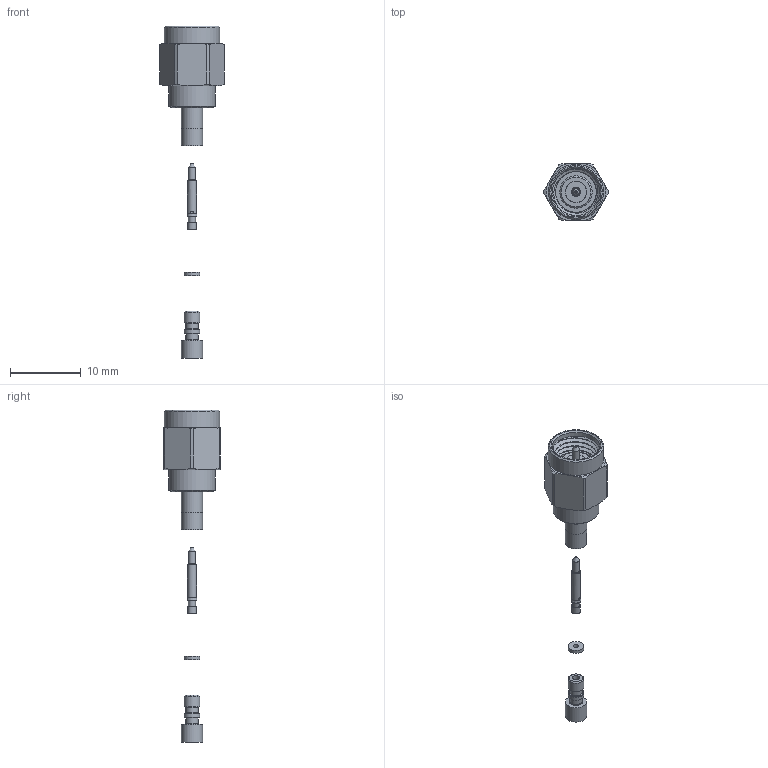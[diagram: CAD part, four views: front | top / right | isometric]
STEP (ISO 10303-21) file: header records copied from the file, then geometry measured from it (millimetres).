
FILE_DESCRIPTION(/* description */ (''),/* implementation_level */ '2;1');
FILE_NAME(/* name */ '60346020212120',/* time_stamp */ '2023-09-07T14:58:30+02:00',/* author */ ('WE France'),/* organization */ (''),/* preprocessor_version */ 'ST-DEVELOPER v18.104',/* originating_system */ 'Solid Edge',/* authorisation */ 'Unknown');
FILE_SCHEMA (('AUTOMOTIVE_DESIGN {1 0 10303 214 3 1 1}'));
Length unit declared in the file: millimetre
Products named in the file (10): 60346020212120; 63046021110x20; 63046021110x20_ConnectorBody; 60346021210420_retainer ring; SMA Crimp Plug_CenterPin; SMA Crimp Plug_Ferrule; 60346021210420_gasket; 63046020110420_Insulator; 60346021210420_shell; 60326420112320_Insulator2
Assembly tree (11 placements, depth 3):
  60346020212120
    63046021110x20
      63046021110x20_ConnectorBody
      60346021210420_retainer ring
      SMA Crimp Plug_CenterPin
      SMA Crimp Plug_Ferrule
      60346021210420_gasket
      63046020110420_Insulator
      60346021210420_shell
    SMA Crimp Plug_CenterPin
    SMA Crimp Plug_Ferrule
    60326420112320_Insulator2
Bounding box: 9.04 x 8 x 46.8 mm (x, y, z)
Volume: 469.6 mm3; surface area: 1311.3 mm2
Topology: 10 solids, 10 shells, 158 faces, 333 edges, 218 vertices
Faces by surface type: plane 63, cylinder 54, cone 21, torus 18, bspline 2
Full cylindrical faces by diameter (mm): 0.4 x4, 0.75 x1, 0.921 x2, 1 x4, 1.2 x2, 1.27 x5, 1.7 x4, 1.8 x1, 2.2 x5, 2.25 x1, 2.9 x1, 3 x5, 4.5 x1, 4.56 x1, 4.75 x1, 6 x1, 6.5 x2, 6.66 x6, 7 x1, 7.8 x1
Entity records: 3575 total; most frequent: CARTESIAN_POINT 1131, DIRECTION 481, ORIENTED_EDGE 342, AXIS2_PLACEMENT_3D 226, EDGE_LOOP 200, FACE_BOUND 200, EDGE_CURVE 171, VERTEX_POINT 141
